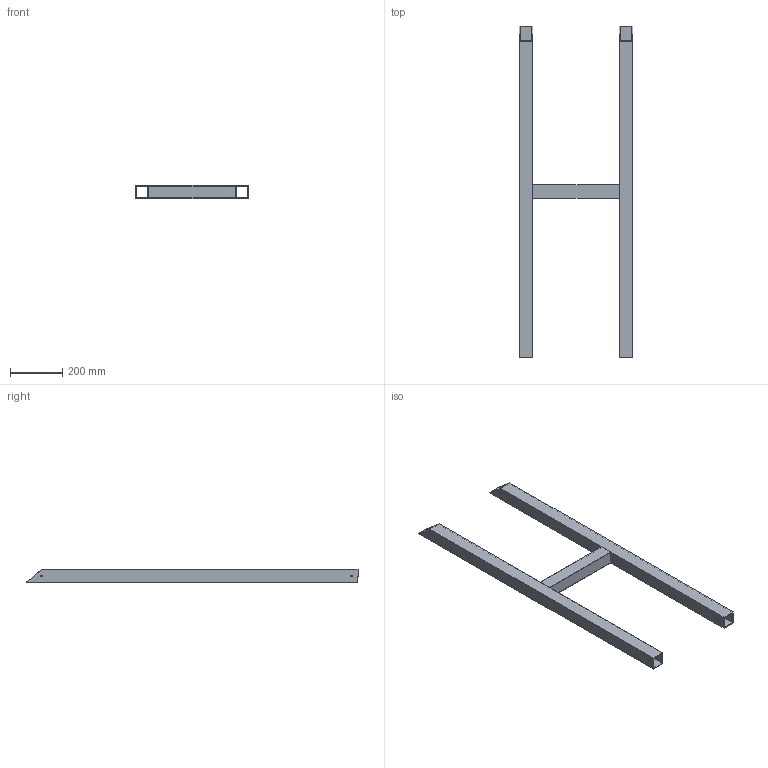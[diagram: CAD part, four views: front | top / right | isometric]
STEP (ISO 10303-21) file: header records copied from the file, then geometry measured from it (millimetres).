
FILE_DESCRIPTION(/* description */ (''),/* implementation_level */ '2;1');
FILE_NAME(/* name */ 'GE-18077.iam.stp',/* time_stamp */ '2018-01-01T11:23:22-08:00',/* author */ ('PhillipD'),/* organization */ (''),/* preprocessor_version */ 'ST-DEVELOPER v16.13',/* originating_system */ 'Autodesk Inventor 2018',/* authorisation */ '');
FILE_SCHEMA (('AUTOMOTIVE_DESIGN { 1 0 10303 214 3 1 1 }'));
Length unit declared in the file: inch
Products named in the file (3): GE-18077; GE-18077-1; GE-18077-2
Assembly tree (3 placements, depth 2):
  GE-18077
    GE-18077-1  x2
    GE-18077-2
Bounding box: 431.8 x 1265.65 x 50.8 mm (x, y, z)
Volume: 1693217.4 mm3; surface area: 1071433 mm2
Topology: 3 solids, 3 shells, 38 faces, 96 edges, 64 vertices
Faces by surface type: plane 30, cylinder 8
Full cylindrical faces by diameter (mm): 6.731 x4, 6.756 x4
Entity records: 843 total; most frequent: CARTESIAN_POINT 126, DIRECTION 124, ORIENTED_EDGE 112, EDGE_CURVE 56, LINE 48, VECTOR 48, EDGE_LOOP 40, VERTEX_POINT 40
